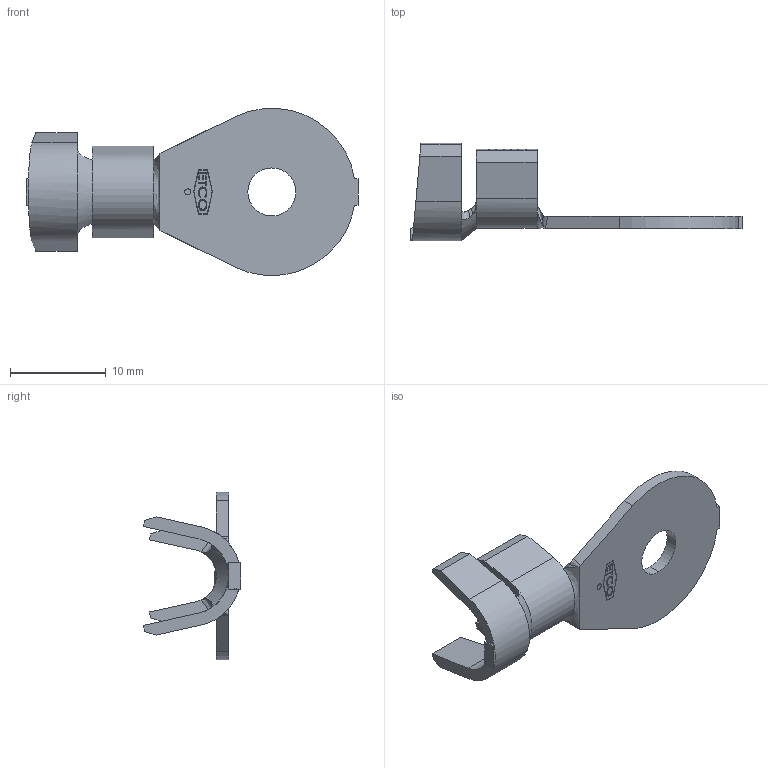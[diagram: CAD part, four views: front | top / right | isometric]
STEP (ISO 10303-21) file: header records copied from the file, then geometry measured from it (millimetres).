
FILE_DESCRIPTION (( 'STEP AP203' ), '1' );
FILE_NAME ('83040.STEP', '2015-02-05T16:24:11', ( '' ), ( '' ), 'SwSTEP 2.0', 'SolidWorks 2014', '' );
FILE_SCHEMA (( 'CONFIG_CONTROL_DESIGN' ));
Length unit declared in the file: inch
Products named in the file (1): 83040
Bounding box: 34.61 x 10.16 x 17.44 mm (x, y, z)
Volume: 638.8 mm3; surface area: 1233.3 mm2
Topology: 1 solids, 1 shells, 192 faces, 494 edges, 312 vertices
Faces by surface type: plane 122, bspline 35, cylinder 23, cone 12
Entity records: 7358 total; most frequent: CARTESIAN_POINT 2859, ORIENTED_EDGE 988, DIRECTION 786, EDGE_CURVE 494, LINE 358, VECTOR 358, VERTEX_POINT 312, AXIS2_PLACEMENT_3D 214
